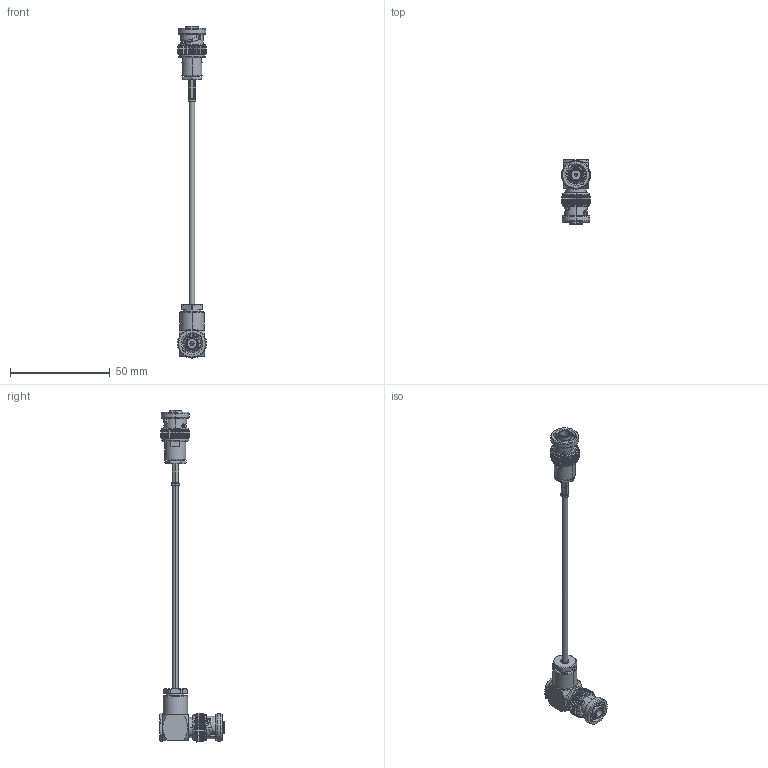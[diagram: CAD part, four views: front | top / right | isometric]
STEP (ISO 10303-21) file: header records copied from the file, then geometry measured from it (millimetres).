
FILE_DESCRIPTION (( 'STEP AP214' ), '1' );
FILE_NAME ('PE35799LF.step', '2021-11-18T19:36:50', ( '' ), ( '' ), 'SwSTEP 2.0', 'SolidWorks 2021', '' );
FILE_SCHEMA (( 'AUTOMOTIVE_DESIGN' ));
Length unit declared in the file: inch
Products named in the file (4): RG174AU^PE35799LF_RG174A-U; PE4933^PE35799LF_Crimped; PE35799LF; PE4710^PE35799LF
Assembly tree (3 placements, depth 2):
  PE35799LF
    RG174AU^PE35799LF_RG174A-U
    PE4933^PE35799LF_Crimped
    PE4710^PE35799LF
Bounding box: 14.46 x 32.42 x 166.13 mm (x, y, z)
Volume: 8397.4 mm3; surface area: 7987.7 mm2
Topology: 5 solids, 5 shells, 1047 faces, 2429 edges, 1417 vertices
Faces by surface type: plane 387, cone 318, cylinder 294, bspline 28, torus 20
Entity records: 35129 total; most frequent: CARTESIAN_POINT 11977, ORIENTED_EDGE 4858, DIRECTION 4704, EDGE_CURVE 2429, AXIS2_PLACEMENT_3D 1951, VERTEX_POINT 1417, EDGE_LOOP 1084, FACE_OUTER_BOUND 1047
